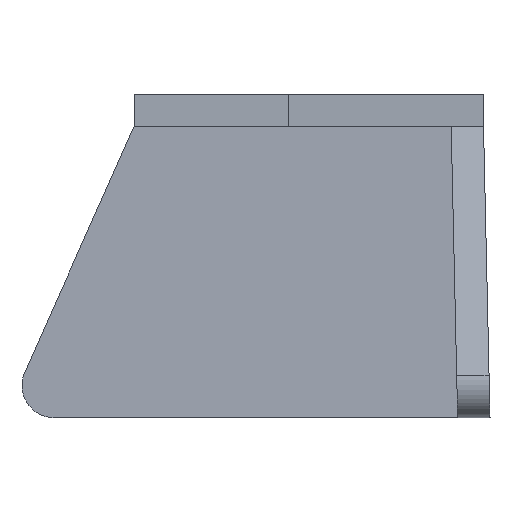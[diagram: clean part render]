
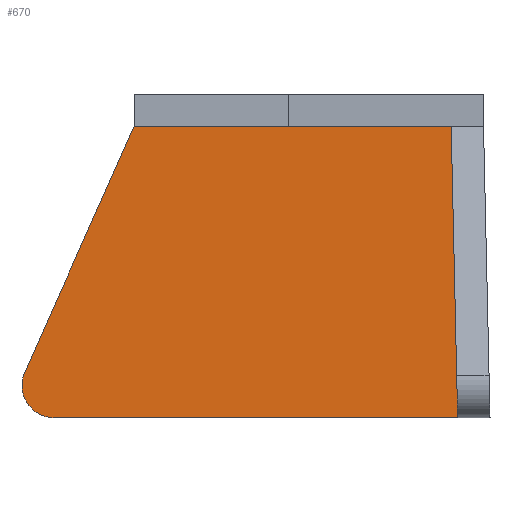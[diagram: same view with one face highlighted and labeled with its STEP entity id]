
A CAD part, front view. The second image highlights one B-rep face of the part: STEP entity #670.
In plain terms, the highlighted free-form (B-spline) face has degree [1, 1] with [2, 2] control points.
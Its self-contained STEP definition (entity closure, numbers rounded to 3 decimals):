
#295 = VERTEX_POINT('',#296);
#296 = CARTESIAN_POINT('',(100.,75.,-50.));
#302 = EDGE_CURVE('',#295,#303,#305,.T.);
#303 = VERTEX_POINT('',#304);
#304 = CARTESIAN_POINT('',(37.694,75.,-50.));
#305 = LINE('',#306,#307);
#306 = CARTESIAN_POINT('',(100.,75.,-50.));
#307 = VECTOR('',#308,1.);
#308 = DIRECTION('',(-1.,-0.,-0.));
#388 = VERTEX_POINT('',#389);
#389 = CARTESIAN_POINT('',(99.,75.2,-5.));
#395 = EDGE_CURVE('',#388,#295,#396,.T.);
#396 = B_SPLINE_CURVE_WITH_KNOTS('',1,(#397,#398),.UNSPECIFIED.,.F.,.F.,
  (2,2),(0.,1.),.PIECEWISE_BEZIER_KNOTS.);
#397 = CARTESIAN_POINT('',(99.,75.2,-5.));
#398 = CARTESIAN_POINT('',(100.,75.,-50.));
#598 = EDGE_CURVE('',#303,#599,#601,.T.);
#599 = VERTEX_POINT('',#600);
#600 = CARTESIAN_POINT('',(33.125,75.031,
    -42.969));
#601 = B_SPLINE_CURVE_WITH_KNOTS('',5,(#602,#603,#604,#605,#606,#607,
    #608,#609,#610,#611,#612,#613,#614,#615,#616,#617,#618,#619,#620,
    #621,#622,#623,#624,#625,#626,#627,#628,#629,#630,#631,#632,#633,
    #634,#635,#636,#637,#638,#639,#640,#641,#642,#643),.UNSPECIFIED.,.F.
  ,.F.,(6,4,4,4,4,4,4,4,4,4,6),(0.,0.119,0.236,
    0.377,0.521,0.618,0.74,
    0.831,0.901,0.971,1.),.UNSPECIFIED.);
#602 = CARTESIAN_POINT('',(37.694,75.,-50.));
#603 = CARTESIAN_POINT('',(37.479,75.,-50.));
#604 = CARTESIAN_POINT('',(37.264,75.,
    -49.988));
#605 = CARTESIAN_POINT('',(37.052,75.,
    -49.965));
#606 = CARTESIAN_POINT('',(36.841,75.,
    -49.931));
#607 = CARTESIAN_POINT('',(36.43,75.001,
    -49.842));
#608 = CARTESIAN_POINT('',(36.229,75.001,
    -49.787));
#609 = CARTESIAN_POINT('',(36.031,75.001,
    -49.722));
#610 = CARTESIAN_POINT('',(35.837,75.002,
    -49.647));
#611 = CARTESIAN_POINT('',(35.418,75.002,
    -49.459));
#612 = CARTESIAN_POINT('',(35.196,75.003,
    -49.342));
#613 = CARTESIAN_POINT('',(34.98,75.004,
    -49.211));
#614 = CARTESIAN_POINT('',(34.771,75.004,
    -49.065));
#615 = CARTESIAN_POINT('',(34.368,75.006,
    -48.743));
#616 = CARTESIAN_POINT('',(34.174,75.006,
    -48.566));
#617 = CARTESIAN_POINT('',(33.989,75.007,
    -48.374));
#618 = CARTESIAN_POINT('',(33.816,75.008,
    -48.168));
#619 = CARTESIAN_POINT('',(33.545,75.01,
    -47.796));
#620 = CARTESIAN_POINT('',(33.44,75.01,
    -47.639));
#621 = CARTESIAN_POINT('',(33.343,75.011,-47.475
    ));
#622 = CARTESIAN_POINT('',(33.252,75.012,
    -47.304));
#623 = CARTESIAN_POINT('',(33.065,75.014,
    -46.905));
#624 = CARTESIAN_POINT('',(32.973,75.015,
    -46.675));
#625 = CARTESIAN_POINT('',(32.894,75.016,
    -46.434));
#626 = CARTESIAN_POINT('',(32.829,75.017,
    -46.184));
#627 = CARTESIAN_POINT('',(32.743,75.019,
    -45.73));
#628 = CARTESIAN_POINT('',(32.716,75.02,
    -45.531));
#629 = CARTESIAN_POINT('',(32.698,75.021,
    -45.327));
#630 = CARTESIAN_POINT('',(32.691,75.022,
    -45.12));
#631 = CARTESIAN_POINT('',(32.698,75.023,-44.749
    ));
#632 = CARTESIAN_POINT('',(32.707,75.024,
    -44.587));
#633 = CARTESIAN_POINT('',(32.723,75.025,
    -44.424));
#634 = CARTESIAN_POINT('',(32.746,75.026,
    -44.261));
#635 = CARTESIAN_POINT('',(32.806,75.027,
    -43.934));
#636 = CARTESIAN_POINT('',(32.843,75.028,
    -43.77));
#637 = CARTESIAN_POINT('',(32.887,75.028,
    -43.608));
#638 = CARTESIAN_POINT('',(32.938,75.029,
    -43.448));
#639 = CARTESIAN_POINT('',(33.019,75.03,
    -43.225));
#640 = CARTESIAN_POINT('',(33.044,75.03,
    -43.16));
#641 = CARTESIAN_POINT('',(33.07,75.031,
    -43.096));
#642 = CARTESIAN_POINT('',(33.097,75.031,
    -43.032));
#643 = CARTESIAN_POINT('',(33.125,75.031,
    -42.969));
#670 = ADVANCED_FACE('',(#671),#689,.T.);
#671 = FACE_BOUND('',#672,.T.);
#672 = EDGE_LOOP('',(#673,#680,#681,#682,#683));
#673 = ORIENTED_EDGE('',*,*,#674,.T.);
#674 = EDGE_CURVE('',#675,#599,#677,.T.);
#675 = VERTEX_POINT('',#676);
#676 = CARTESIAN_POINT('',(50.,75.2,-5.));
#677 = B_SPLINE_CURVE_WITH_KNOTS('',1,(#678,#679),.UNSPECIFIED.,.F.,.F.,
  (2,2),(0.,1.),.PIECEWISE_BEZIER_KNOTS.);
#678 = CARTESIAN_POINT('',(50.,75.2,-5.));
#679 = CARTESIAN_POINT('',(30.,75.,-50.));
#680 = ORIENTED_EDGE('',*,*,#598,.F.);
#681 = ORIENTED_EDGE('',*,*,#302,.F.);
#682 = ORIENTED_EDGE('',*,*,#395,.F.);
#683 = ORIENTED_EDGE('',*,*,#684,.T.);
#684 = EDGE_CURVE('',#388,#675,#685,.T.);
#685 = LINE('',#686,#687);
#686 = CARTESIAN_POINT('',(99.,75.2,-5.));
#687 = VECTOR('',#688,1.);
#688 = DIRECTION('',(-1.,-0.,-0.));
#689 = B_SPLINE_SURFACE_WITH_KNOTS('',1,1,(
    (#690,#691)
    ,(#692,#693
  )),.UNSPECIFIED.,.F.,.F.,.F.,(2,2),(2,2),(0.,70.),(0.,1.),
  .PIECEWISE_BEZIER_KNOTS.);
#690 = CARTESIAN_POINT('',(99.,75.2,-5.));
#691 = CARTESIAN_POINT('',(100.,75.,-50.));
#692 = CARTESIAN_POINT('',(50.,75.2,-5.));
#693 = CARTESIAN_POINT('',(30.,75.,-50.));
